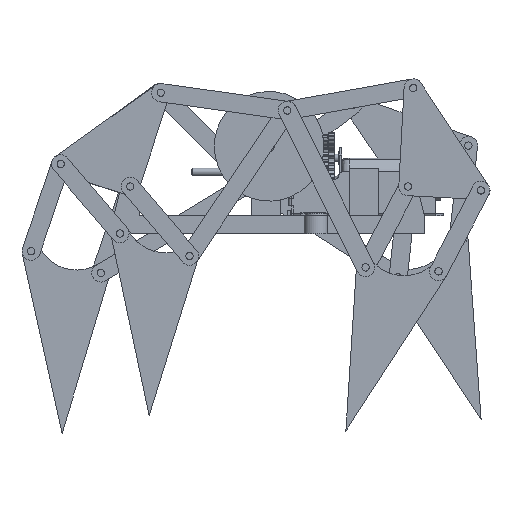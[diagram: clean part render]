
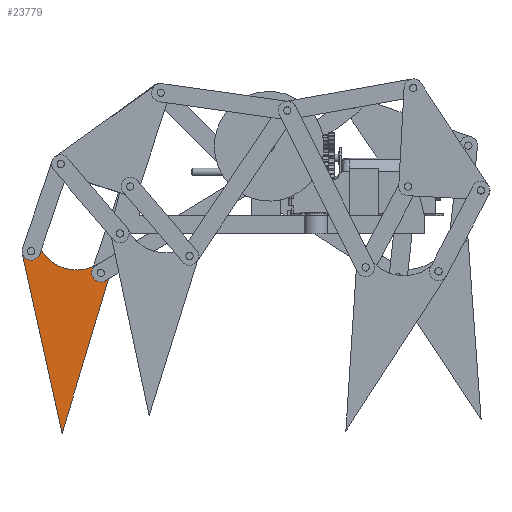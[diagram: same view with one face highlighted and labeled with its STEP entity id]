
A CAD part, left-side view. The second image highlights one B-rep face of the part: STEP entity #23779.
In plain terms, the highlighted face is planar.
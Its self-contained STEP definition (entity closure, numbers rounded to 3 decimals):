
#1631=FACE_BOUND('',#6131,.T.);
#1632=FACE_BOUND('',#6132,.T.);
#2888=CIRCLE('',#26519,2.5);
#2889=CIRCLE('',#26520,2.5);
#2890=CIRCLE('',#26521,11.418);
#2891=CIRCLE('',#26522,1.);
#2892=CIRCLE('',#26523,1.);
#4689=FACE_OUTER_BOUND('',#6130,.T.);
#6130=EDGE_LOOP('',(#21673,#21674,#21675,#21676,#21677));
#6131=EDGE_LOOP('',(#21678));
#6132=EDGE_LOOP('',(#21679));
#7704=LINE('',#53549,#9254);
#7705=LINE('',#53551,#9255);
#9254=VECTOR('',#32707,50.475);
#9255=VECTOR('',#32708,45.031);
#11480=VERTEX_POINT('',#53545);
#11481=VERTEX_POINT('',#53546);
#11482=VERTEX_POINT('',#53548);
#11483=VERTEX_POINT('',#53550);
#11484=VERTEX_POINT('',#53552);
#11485=VERTEX_POINT('',#53555);
#11486=VERTEX_POINT('',#53557);
#14901=EDGE_CURVE('',#11480,#11481,#2888,.T.);
#14902=EDGE_CURVE('',#11481,#11482,#7704,.T.);
#14903=EDGE_CURVE('',#11482,#11483,#7705,.T.);
#14904=EDGE_CURVE('',#11483,#11484,#2889,.T.);
#14905=EDGE_CURVE('',#11484,#11480,#2890,.T.);
#14906=EDGE_CURVE('',#11485,#11485,#2891,.T.);
#14907=EDGE_CURVE('',#11486,#11486,#2892,.T.);
#21673=ORIENTED_EDGE('',*,*,#14901,.T.);
#21674=ORIENTED_EDGE('',*,*,#14902,.T.);
#21675=ORIENTED_EDGE('',*,*,#14903,.T.);
#21676=ORIENTED_EDGE('',*,*,#14904,.T.);
#21677=ORIENTED_EDGE('',*,*,#14905,.T.);
#21678=ORIENTED_EDGE('',*,*,#14906,.T.);
#21679=ORIENTED_EDGE('',*,*,#14907,.T.);
#22494=PLANE('',#26518);
#23779=ADVANCED_FACE('',(#4689,#1631,#1632),#22494,.T.);
#26518=AXIS2_PLACEMENT_3D('',#53544,#32703,#32704);
#26519=AXIS2_PLACEMENT_3D('',#53547,#32705,#32706);
#26520=AXIS2_PLACEMENT_3D('',#53553,#32709,#32710);
#26521=AXIS2_PLACEMENT_3D('',#53554,#32711,#32712);
#26522=AXIS2_PLACEMENT_3D('',#53556,#32713,#32714);
#26523=AXIS2_PLACEMENT_3D('',#53558,#32715,#32716);
#32703=DIRECTION('center_axis',(1.,0.,0.));
#32704=DIRECTION('ref_axis',(0.,0.,-1.));
#32705=DIRECTION('center_axis',(1.,0.,0.));
#32706=DIRECTION('ref_axis',(0.,0.696,-0.718));
#32707=DIRECTION('',(0.,-0.867,-0.499));
#32708=DIRECTION('',(0.,1.,0.011));
#32709=DIRECTION('center_axis',(1.,0.,0.));
#32710=DIRECTION('ref_axis',(0.,0.011,-1.));
#32711=DIRECTION('center_axis',(-1.,0.,0.));
#32712=DIRECTION('ref_axis',(0.,-0.696,-0.718));
#32713=DIRECTION('center_axis',(-1.,0.,0.));
#32714=DIRECTION('ref_axis',(0.,0.,-1.));
#32715=DIRECTION('center_axis',(-1.,0.,0.));
#32716=DIRECTION('ref_axis',(0.,0.,-1.));
#53544=CARTESIAN_POINT('Origin',(1.,0.,0.));
#53545=CARTESIAN_POINT('',(1.,1.739,8.204));
#53546=CARTESIAN_POINT('',(1.,-1.247,12.167));
#53547=CARTESIAN_POINT('Origin',(1.,0.,10.));
#53548=CARTESIAN_POINT('',(1.,-45.,-13.));
#53549=CARTESIAN_POINT('',(1.,-1.247,12.167));
#53550=CARTESIAN_POINT('',(1.,0.028,-12.5));
#53551=CARTESIAN_POINT('',(1.,-45.,-13.));
#53552=CARTESIAN_POINT('',(1.,1.739,-8.204));
#53553=CARTESIAN_POINT('Origin',(1.,0.,-10.));
#53554=CARTESIAN_POINT('Origin',(1.,9.681,0.));
#53555=CARTESIAN_POINT('',(1.,0.,11.));
#53556=CARTESIAN_POINT('Origin',(1.,0.,10.));
#53557=CARTESIAN_POINT('',(1.,0.,-9.));
#53558=CARTESIAN_POINT('Origin',(1.,0.,-10.));
